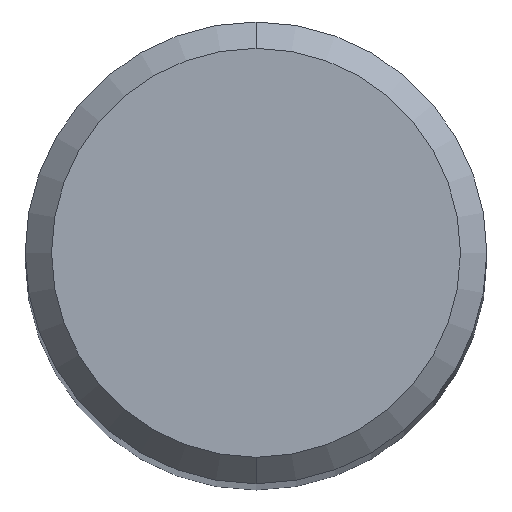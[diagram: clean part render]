
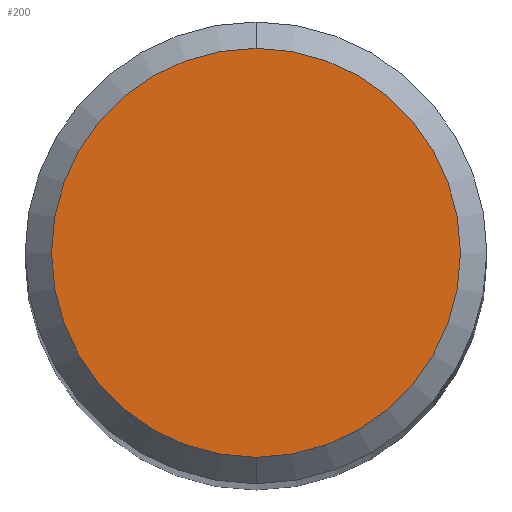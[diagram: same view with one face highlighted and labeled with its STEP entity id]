
A CAD part, top view. The second image highlights one B-rep face of the part: STEP entity #200.
In plain terms, the highlighted planar face has unit normal (0, 0, 1).
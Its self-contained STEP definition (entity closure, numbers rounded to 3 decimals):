
#200=ADVANCED_FACE('',(#504),#505,.T.);
#310=VERTEX_POINT('',#624);
#334=EDGE_CURVE('',#438,#310,#652,.T.);
#438=VERTEX_POINT('',#767);
#454=EDGE_CURVE('',#310,#438,#785,.T.);
#504=FACE_OUTER_BOUND('',#868,.T.);
#505=PLANE('',#869);
#624=CARTESIAN_POINT('',(0.0,3.1,0.0));
#652=CIRCLE('',#1145,3.1);
#767=CARTESIAN_POINT('',(0.,-3.1,0.0));
#785=CIRCLE('',#1418,3.1);
#868=EDGE_LOOP('',(#1455,#1456));
#869=AXIS2_PLACEMENT_3D('',#1457,#1458,#1459);
#1145=AXIS2_PLACEMENT_3D('',#1613,#1614,#1615);
#1418=AXIS2_PLACEMENT_3D('',#1767,#1768,#1769);
#1455=ORIENTED_EDGE('',*,*,#454,.F.);
#1456=ORIENTED_EDGE('',*,*,#334,.F.);
#1457=CARTESIAN_POINT('',(0.0,1.55,0.0));
#1458=DIRECTION('',(-0.0,0.0,1.0));
#1459=DIRECTION('',(0.0,-1.0,0.0));
#1613=CARTESIAN_POINT('',(0.0,0.0,0.0));
#1614=DIRECTION('',(0.0,0.0,-1.0));
#1615=DIRECTION('',(0.0,1.0,0.0));
#1767=CARTESIAN_POINT('',(0.0,0.0,0.0));
#1768=DIRECTION('',(0.0,0.0,-1.0));
#1769=DIRECTION('',(0.0,1.0,0.0));
